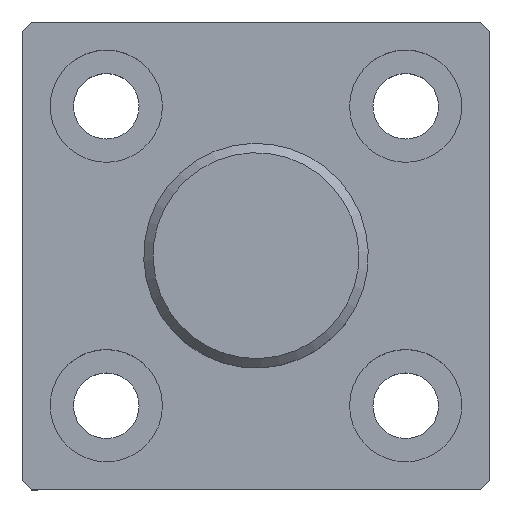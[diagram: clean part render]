
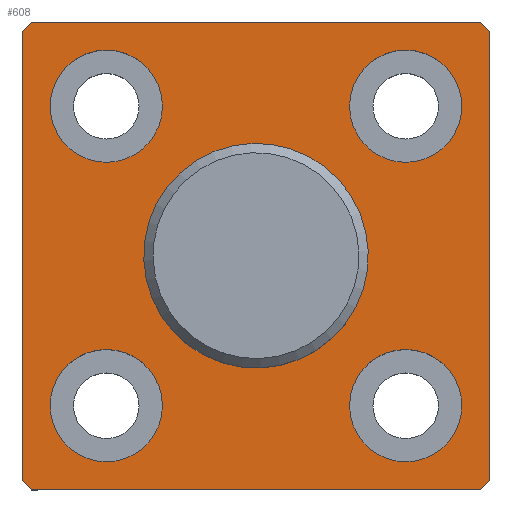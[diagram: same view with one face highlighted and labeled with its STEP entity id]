
A CAD part, top view. The second image highlights one B-rep face of the part: STEP entity #608.
In plain terms, the highlighted planar face has unit normal (0, 0, 1).
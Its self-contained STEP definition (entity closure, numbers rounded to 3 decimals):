
#16=FACE_BOUND('',#100,.T.);
#17=FACE_BOUND('',#101,.T.);
#18=FACE_BOUND('',#102,.T.);
#19=FACE_BOUND('',#103,.T.);
#20=FACE_BOUND('',#104,.T.);
#35=PLANE('',#678);
#64=FACE_OUTER_BOUND('',#99,.T.);
#99=EDGE_LOOP('',(#443,#444,#445,#446,#447,#448,#449,#450));
#100=EDGE_LOOP('',(#451));
#101=EDGE_LOOP('',(#452,#453));
#102=EDGE_LOOP('',(#454,#455));
#103=EDGE_LOOP('',(#456,#457));
#104=EDGE_LOOP('',(#458,#459));
#140=LINE('',#967,#179);
#144=LINE('',#975,#183);
#147=LINE('',#981,#186);
#148=LINE('',#983,#187);
#149=LINE('',#985,#188);
#150=LINE('',#987,#189);
#151=LINE('',#989,#190);
#152=LINE('',#990,#191);
#179=VECTOR('',#789,10.);
#183=VECTOR('',#795,10.);
#186=VECTOR('',#800,10.);
#187=VECTOR('',#801,10.);
#188=VECTOR('',#802,10.);
#189=VECTOR('',#803,10.);
#190=VECTOR('',#804,10.);
#191=VECTOR('',#805,10.);
#218=CIRCLE('',#659,2.5);
#228=CIRCLE('',#679,3.);
#229=CIRCLE('',#680,3.);
#230=CIRCLE('',#681,3.);
#231=CIRCLE('',#682,3.);
#232=CIRCLE('',#683,3.);
#233=CIRCLE('',#684,3.);
#234=CIRCLE('',#685,3.);
#235=CIRCLE('',#686,3.);
#259=VERTEX_POINT('',#932);
#269=VERTEX_POINT('',#965);
#270=VERTEX_POINT('',#966);
#273=VERTEX_POINT('',#974);
#275=VERTEX_POINT('',#980);
#276=VERTEX_POINT('',#982);
#277=VERTEX_POINT('',#984);
#278=VERTEX_POINT('',#986);
#279=VERTEX_POINT('',#988);
#280=VERTEX_POINT('',#991);
#281=VERTEX_POINT('',#992);
#282=VERTEX_POINT('',#995);
#283=VERTEX_POINT('',#996);
#284=VERTEX_POINT('',#999);
#285=VERTEX_POINT('',#1000);
#286=VERTEX_POINT('',#1003);
#287=VERTEX_POINT('',#1004);
#318=EDGE_CURVE('',#259,#259,#218,.T.);
#333=EDGE_CURVE('',#269,#270,#140,.T.);
#337=EDGE_CURVE('',#273,#270,#144,.T.);
#340=EDGE_CURVE('',#269,#275,#147,.T.);
#341=EDGE_CURVE('',#276,#275,#148,.T.);
#342=EDGE_CURVE('',#276,#277,#149,.T.);
#343=EDGE_CURVE('',#278,#277,#150,.T.);
#344=EDGE_CURVE('',#278,#279,#151,.T.);
#345=EDGE_CURVE('',#273,#279,#152,.T.);
#346=EDGE_CURVE('',#280,#281,#228,.T.);
#347=EDGE_CURVE('',#281,#280,#229,.T.);
#348=EDGE_CURVE('',#282,#283,#230,.T.);
#349=EDGE_CURVE('',#283,#282,#231,.T.);
#350=EDGE_CURVE('',#284,#285,#232,.T.);
#351=EDGE_CURVE('',#285,#284,#233,.T.);
#352=EDGE_CURVE('',#286,#287,#234,.T.);
#353=EDGE_CURVE('',#287,#286,#235,.T.);
#443=ORIENTED_EDGE('',*,*,#333,.F.);
#444=ORIENTED_EDGE('',*,*,#340,.T.);
#445=ORIENTED_EDGE('',*,*,#341,.F.);
#446=ORIENTED_EDGE('',*,*,#342,.T.);
#447=ORIENTED_EDGE('',*,*,#343,.F.);
#448=ORIENTED_EDGE('',*,*,#344,.T.);
#449=ORIENTED_EDGE('',*,*,#345,.F.);
#450=ORIENTED_EDGE('',*,*,#337,.T.);
#451=ORIENTED_EDGE('',*,*,#318,.T.);
#452=ORIENTED_EDGE('',*,*,#346,.T.);
#453=ORIENTED_EDGE('',*,*,#347,.T.);
#454=ORIENTED_EDGE('',*,*,#348,.T.);
#455=ORIENTED_EDGE('',*,*,#349,.T.);
#456=ORIENTED_EDGE('',*,*,#350,.T.);
#457=ORIENTED_EDGE('',*,*,#351,.T.);
#458=ORIENTED_EDGE('',*,*,#352,.T.);
#459=ORIENTED_EDGE('',*,*,#353,.T.);
#608=ADVANCED_FACE('',(#64,#16,#17,#18,#19,#20),#35,.T.);
#659=AXIS2_PLACEMENT_3D('',#933,#748,#749);
#678=AXIS2_PLACEMENT_3D('',#979,#798,#799);
#679=AXIS2_PLACEMENT_3D('',#993,#806,#807);
#680=AXIS2_PLACEMENT_3D('',#994,#808,#809);
#681=AXIS2_PLACEMENT_3D('',#997,#810,#811);
#682=AXIS2_PLACEMENT_3D('',#998,#812,#813);
#683=AXIS2_PLACEMENT_3D('',#1001,#814,#815);
#684=AXIS2_PLACEMENT_3D('',#1002,#816,#817);
#685=AXIS2_PLACEMENT_3D('',#1005,#818,#819);
#686=AXIS2_PLACEMENT_3D('',#1006,#820,#821);
#748=DIRECTION('center_axis',(0.,0.,
-1.));
#749=DIRECTION('ref_axis',(-0.737,-0.676,0.));
#789=DIRECTION('',(0.707,0.707,0.));
#795=DIRECTION('',(-1.,0.,0.));
#798=DIRECTION('center_axis',(0.,0.,
1.));
#799=DIRECTION('ref_axis',(1.,0.,0.));
#800=DIRECTION('',(0.,-1.,0.));
#801=DIRECTION('',(-0.707,0.707,0.));
#802=DIRECTION('',(1.,0.,0.));
#803=DIRECTION('',(-0.707,-0.707,0.));
#804=DIRECTION('',(0.,1.,0.));
#805=DIRECTION('',(0.707,-0.707,0.));
#806=DIRECTION('center_axis',(0.,0.,
-1.));
#807=DIRECTION('ref_axis',(1.,0.,0.));
#808=DIRECTION('center_axis',(0.,0.,
-1.));
#809=DIRECTION('ref_axis',(1.,0.,0.));
#810=DIRECTION('center_axis',(0.,0.,
-1.));
#811=DIRECTION('ref_axis',(1.,0.,0.));
#812=DIRECTION('center_axis',(0.,0.,
-1.));
#813=DIRECTION('ref_axis',(1.,0.,0.));
#814=DIRECTION('center_axis',(0.,0.,
-1.));
#815=DIRECTION('ref_axis',(1.,0.,0.));
#816=DIRECTION('center_axis',(0.,0.,
-1.));
#817=DIRECTION('ref_axis',(1.,0.,0.));
#818=DIRECTION('center_axis',(0.,0.,
-1.));
#819=DIRECTION('ref_axis',(1.,0.,0.));
#820=DIRECTION('center_axis',(0.,0.,
-1.));
#821=DIRECTION('ref_axis',(1.,0.,0.));
#932=CARTESIAN_POINT('',(-1.463,-4.885,2.));
#933=CARTESIAN_POINT('Origin',(-3.304,-6.575,2.));
#965=CARTESIAN_POINT('',(-15.804,5.425,2.));
#966=CARTESIAN_POINT('',(-15.304,5.925,2.));
#967=CARTESIAN_POINT('',(-15.554,5.675,2.));
#974=CARTESIAN_POINT('',(8.696,5.925,2.));
#975=CARTESIAN_POINT('',(-15.804,5.925,2.));
#979=CARTESIAN_POINT('Origin',(-3.304,-6.575,2.));
#980=CARTESIAN_POINT('',(-15.804,-18.575,2.));
#981=CARTESIAN_POINT('',(-15.804,-19.075,2.));
#982=CARTESIAN_POINT('',(-15.304,-19.075,2.));
#983=CARTESIAN_POINT('',(-15.554,-18.825,2.));
#984=CARTESIAN_POINT('',(8.696,-19.075,2.));
#985=CARTESIAN_POINT('',(9.196,-19.075,2.));
#986=CARTESIAN_POINT('',(9.196,-18.575,2.));
#987=CARTESIAN_POINT('',(8.946,-18.825,2.));
#988=CARTESIAN_POINT('',(9.196,5.425,2.));
#989=CARTESIAN_POINT('',(9.196,5.925,2.));
#990=CARTESIAN_POINT('',(8.946,5.675,2.));
#991=CARTESIAN_POINT('',(7.696,-14.575,2.));
#992=CARTESIAN_POINT('',(1.696,-14.575,2.));
#993=CARTESIAN_POINT('Origin',(4.696,-14.575,2.));
#994=CARTESIAN_POINT('Origin',(4.696,-14.575,2.));
#995=CARTESIAN_POINT('',(-8.304,-14.575,2.));
#996=CARTESIAN_POINT('',(-14.304,-14.575,2.));
#997=CARTESIAN_POINT('Origin',(-11.304,-14.575,2.));
#998=CARTESIAN_POINT('Origin',(-11.304,-14.575,2.));
#999=CARTESIAN_POINT('',(7.696,1.425,2.));
#1000=CARTESIAN_POINT('',(1.696,1.425,2.));
#1001=CARTESIAN_POINT('Origin',(4.696,1.425,2.));
#1002=CARTESIAN_POINT('Origin',(4.696,1.425,2.));
#1003=CARTESIAN_POINT('',(-8.304,1.425,2.));
#1004=CARTESIAN_POINT('',(-14.304,1.425,2.));
#1005=CARTESIAN_POINT('Origin',(-11.304,1.425,2.));
#1006=CARTESIAN_POINT('Origin',(-11.304,1.425,2.));
